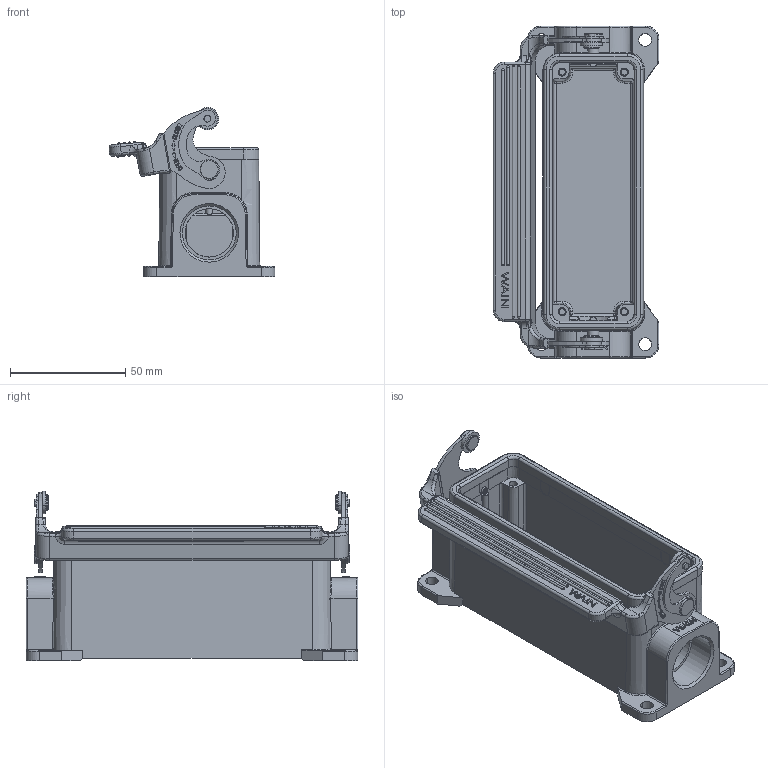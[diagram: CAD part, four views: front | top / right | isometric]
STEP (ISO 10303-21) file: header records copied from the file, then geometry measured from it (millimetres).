
FILE_DESCRIPTION(/* description */ (''),/* implementation_level */ '2;1');
FILE_NAME(/* name */ 'H24B-SF-1L SC-M25.stp',/* time_stamp */ '2023-09-01T15:37:18+08:00',/* author */ (''),/* organization */ (''),/* preprocessor_version */ 'ST-DEVELOPER v18.1',/* originating_system */ 'SIEMENS PLM Software NX 1980',/* authorisation */ '');
FILE_SCHEMA (('AUTOMOTIVE_DESIGN { 1 0 10303 214 3 1 1 1 }'));
Length unit declared in the file: millimetre
Products named in the file (1): 13844E1C0F40app7
Bounding box: 71.98 x 144 x 73.48 mm (x, y, z)
Volume: 126581.6 mm3; surface area: 80644.4 mm2
Topology: 12 solids, 21 shells, 1331 faces, 3589 edges, 2364 vertices
Faces by surface type: plane 615, cylinder 549, torus 61, extrusion 35, cone 32, sphere 22, bspline 17
Full cylindrical faces by diameter (mm): 1.9 x2, 3 x4, 4.9 x2, 8 x2, 21 x1, 23.4 x1, 26.7 x1
Entity records: 45612 total; most frequent: CARTESIAN_POINT 13219, ORIENTED_EDGE 7023, DIRECTION 5774, EDGE_CURVE 3536, VERTEX_POINT 2356, AXIS2_PLACEMENT_3D 2021, VECTOR 1732, LINE 1697
